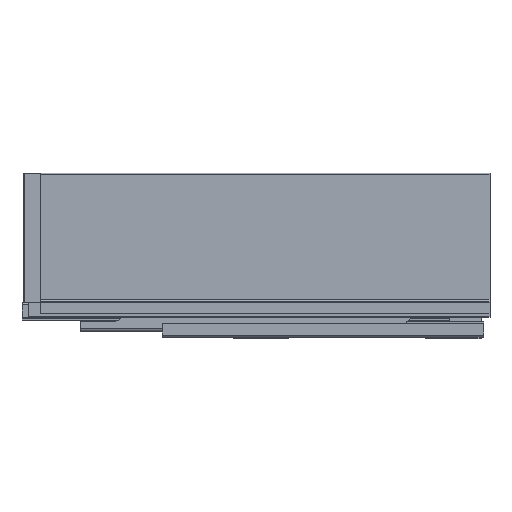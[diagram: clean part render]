
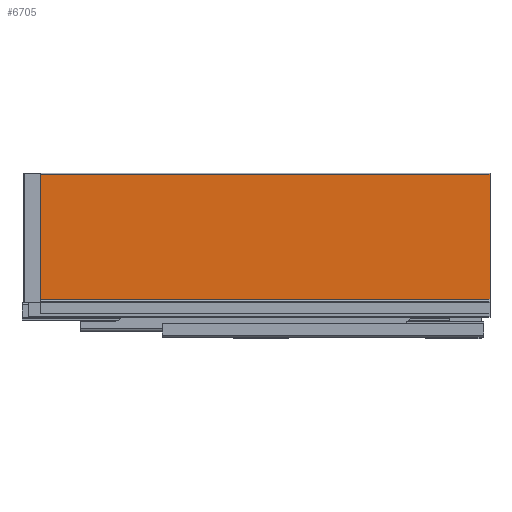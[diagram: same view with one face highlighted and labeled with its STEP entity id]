
A CAD part, top view. The second image highlights one B-rep face of the part: STEP entity #6705.
In plain terms, the highlighted planar face has unit normal (0, 0, 1).
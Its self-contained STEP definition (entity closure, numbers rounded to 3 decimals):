
#151 = VERTEX_POINT ( 'NONE', #6346 ) ;
#292 = EDGE_LOOP ( 'NONE', ( #4082, #5505, #3363, #4583 ) ) ;
#986 = VERTEX_POINT ( 'NONE', #3177 ) ;
#1120 = FACE_OUTER_BOUND ( 'NONE', #292, .T. ) ;
#1603 = CARTESIAN_POINT ( 'NONE',  ( -542., 167., 14. ) ) ;
#1955 = DIRECTION ( 'NONE',  ( 0., -1., 0. ) ) ;
#2685 = EDGE_CURVE ( 'NONE', #986, #151, #3090, .T. ) ;
#2765 = VERTEX_POINT ( 'NONE', #6969 ) ;
#2921 = LINE ( 'NONE', #3571, #8459 ) ;
#3090 = LINE ( 'NONE', #1603, #6300 ) ;
#3177 = CARTESIAN_POINT ( 'NONE',  ( -525.5, 167., 14. ) ) ;
#3363 = ORIENTED_EDGE ( 'NONE', *, *, #8737, .T. ) ;
#3571 = CARTESIAN_POINT ( 'NONE',  ( 0., 167., 14. ) ) ;
#3904 = CARTESIAN_POINT ( 'NONE',  ( -525.5, 167., 14. ) ) ;
#4082 = ORIENTED_EDGE ( 'NONE', *, *, #2685, .F. ) ;
#4583 = ORIENTED_EDGE ( 'NONE', *, *, #5618, .F. ) ;
#4605 = DIRECTION ( 'NONE',  ( 1., 0., 0. ) ) ;
#4697 = VECTOR ( 'NONE', #7587, 1000. ) ;
#5258 = AXIS2_PLACEMENT_3D ( 'NONE', #8052, #5587, #1955 ) ;
#5317 = LINE ( 'NONE', #3904, #4697 ) ;
#5460 = DIRECTION ( 'NONE',  ( 1., 0., 0. ) ) ;
#5505 = ORIENTED_EDGE ( 'NONE', *, *, #8697, .T. ) ;
#5587 = DIRECTION ( 'NONE',  ( 0., 0., 1. ) ) ;
#5618 = EDGE_CURVE ( 'NONE', #151, #9526, #2921, .T. ) ;
#6105 = VECTOR ( 'NONE', #5460, 1000. ) ;
#6300 = VECTOR ( 'NONE', #4605, 1000. ) ;
#6346 = CARTESIAN_POINT ( 'NONE',  ( 0., 167., 14. ) ) ;
#6432 = PLANE ( 'NONE',  #5258 ) ;
#6705 = ADVANCED_FACE ( 'NONE', ( #1120 ), #6432, .T. ) ;
#6900 = LINE ( 'NONE', #7729, #6105 ) ;
#6969 = CARTESIAN_POINT ( 'NONE',  ( -525.5, 20.5, 14. ) ) ;
#7587 = DIRECTION ( 'NONE',  ( 0., -1., 0. ) ) ;
#7729 = CARTESIAN_POINT ( 'NONE',  ( 0., 20.5, 14. ) ) ;
#8052 = CARTESIAN_POINT ( 'NONE',  ( -542., 167., 14. ) ) ;
#8383 = CARTESIAN_POINT ( 'NONE',  ( 0., 20.5, 14. ) ) ;
#8459 = VECTOR ( 'NONE', #8799, 1000. ) ;
#8697 = EDGE_CURVE ( 'NONE', #986, #2765, #5317, .T. ) ;
#8737 = EDGE_CURVE ( 'NONE', #2765, #9526, #6900, .T. ) ;
#8799 = DIRECTION ( 'NONE',  ( 0., -1., 0. ) ) ;
#9526 = VERTEX_POINT ( 'NONE', #8383 ) ;
